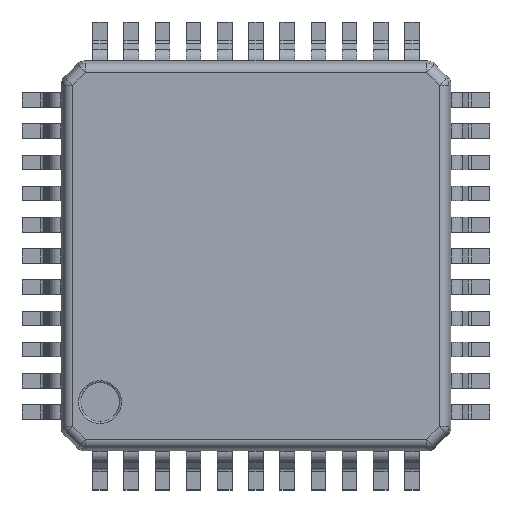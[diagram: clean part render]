
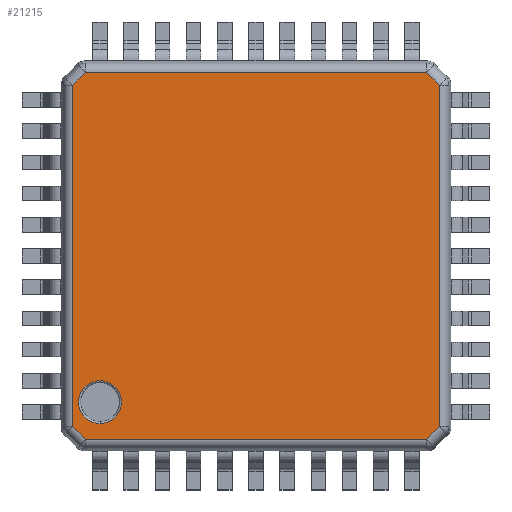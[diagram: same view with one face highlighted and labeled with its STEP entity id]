
A CAD part, top view. The second image highlights one B-rep face of the part: STEP entity #21215.
In plain terms, the highlighted planar face has unit normal (0, 0, 1).
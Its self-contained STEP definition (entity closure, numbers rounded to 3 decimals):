
#20913 = CARTESIAN_POINT ( 'NONE',  ( -4., -4.3, 1.2 ) ) ;
#20914 = VERTEX_POINT ( 'NONE', #20913 ) ;
#20922 = CARTESIAN_POINT ( 'NONE',  ( -4., -3.2, 1.2 ) ) ;
#20923 = VERTEX_POINT ( 'NONE', #20922 ) ;
#20924 = CARTESIAN_POINT ( 'NONE',  ( -4., -3.75, 1.2 ) ) ;
#20925 = DIRECTION ( 'NONE',  ( 0., 0., -1. ) ) ;
#20926 = DIRECTION ( 'NONE',  ( 0., 1., 0. ) ) ;
#20927 = AXIS2_PLACEMENT_3D ( 'NONE', #20924, #20925, #20926 ) ;
#20928 = CIRCLE ( 'NONE', #20927, 0.55) ;
#20929 = EDGE_CURVE ( 'NONE', #20923, #20914, #20928, .T. ) ;
#21134 = CARTESIAN_POINT ( 'NONE',  ( 4.376, 4.701, 1.2 ) ) ;
#21135 = VERTEX_POINT ( 'NONE', #21134 ) ;
#21136 = CARTESIAN_POINT ( 'NONE',  ( -4.376, 4.701, 1.2 ) ) ;
#21137 = VERTEX_POINT ( 'NONE', #21136 ) ;
#21138 = CARTESIAN_POINT ( 'NONE',  ( -4.456, 4.701, 1.2 ) ) ;
#21139 = DIRECTION ( 'NONE',  ( -1., 0., 0. ) ) ;
#21140 = VECTOR ( 'NONE', #21139, 1000. ) ;
#21141 = LINE ( 'NONE', #21138, #21140 ) ;
#21142 = EDGE_CURVE ( 'NONE', #21135, #21137, #21141, .T. ) ;
#21143 = ORIENTED_EDGE ( 'NONE', *, *, #21142, .T. ) ;
#21144 = CARTESIAN_POINT ( 'NONE',  ( -4.701, 4.376, 1.2 ) ) ;
#21145 = VERTEX_POINT ( 'NONE', #21144 ) ;
#21146 = CARTESIAN_POINT ( 'NONE',  ( -4.757, 4.32, 1.2 ) ) ;
#21147 = DIRECTION ( 'NONE',  ( -0.707, -0.707, 0. ) ) ;
#21148 = VECTOR ( 'NONE', #21147, 1000. ) ;
#21149 = LINE ( 'NONE', #21146, #21148 ) ;
#21150 = EDGE_CURVE ( 'NONE', #21137, #21145, #21149, .T. ) ;
#21151 = ORIENTED_EDGE ( 'NONE', *, *, #21150, .T. ) ;
#21152 = CARTESIAN_POINT ( 'NONE',  ( -4.701, -4.376, 1.2 ) ) ;
#21153 = VERTEX_POINT ( 'NONE', #21152 ) ;
#21154 = CARTESIAN_POINT ( 'NONE',  ( -4.701, -4.456, 1.2 ) ) ;
#21155 = DIRECTION ( 'NONE',  ( 0., -1., 0. ) ) ;
#21156 = VECTOR ( 'NONE', #21155, 1000. ) ;
#21157 = LINE ( 'NONE', #21154, #21156 ) ;
#21158 = EDGE_CURVE ( 'NONE', #21145, #21153, #21157, .T. ) ;
#21159 = ORIENTED_EDGE ( 'NONE', *, *, #21158, .T. ) ;
#21160 = CARTESIAN_POINT ( 'NONE',  ( -4.376, -4.701, 1.2 ) ) ;
#21161 = VERTEX_POINT ( 'NONE', #21160 ) ;
#21162 = CARTESIAN_POINT ( 'NONE',  ( -4.32, -4.757, 1.2 ) ) ;
#21163 = DIRECTION ( 'NONE',  ( 0.707, -0.707, 0. ) ) ;
#21164 = VECTOR ( 'NONE', #21163, 1000. ) ;
#21165 = LINE ( 'NONE', #21162, #21164 ) ;
#21166 = EDGE_CURVE ( 'NONE', #21153, #21161, #21165, .T. ) ;
#21167 = ORIENTED_EDGE ( 'NONE', *, *, #21166, .T. ) ;
#21168 = CARTESIAN_POINT ( 'NONE',  ( 4.376, -4.701, 1.2 ) ) ;
#21169 = VERTEX_POINT ( 'NONE', #21168 ) ;
#21170 = CARTESIAN_POINT ( 'NONE',  ( 4.456, -4.701, 1.2 ) ) ;
#21171 = DIRECTION ( 'NONE',  ( 1., 0., 0. ) ) ;
#21172 = VECTOR ( 'NONE', #21171, 1000. ) ;
#21173 = LINE ( 'NONE', #21170, #21172 ) ;
#21174 = EDGE_CURVE ( 'NONE', #21161, #21169, #21173, .T. ) ;
#21175 = ORIENTED_EDGE ( 'NONE', *, *, #21174, .T. ) ;
#21176 = CARTESIAN_POINT ( 'NONE',  ( 4.701, -4.376, 1.2 ) ) ;
#21177 = VERTEX_POINT ( 'NONE', #21176 ) ;
#21178 = CARTESIAN_POINT ( 'NONE',  ( 4.757, -4.32, 1.2 ) ) ;
#21179 = DIRECTION ( 'NONE',  ( 0.707, 0.707, 0. ) ) ;
#21180 = VECTOR ( 'NONE', #21179, 1000. ) ;
#21181 = LINE ( 'NONE', #21178, #21180 ) ;
#21182 = EDGE_CURVE ( 'NONE', #21169, #21177, #21181, .T. ) ;
#21183 = ORIENTED_EDGE ( 'NONE', *, *, #21182, .T. ) ;
#21184 = CARTESIAN_POINT ( 'NONE',  ( 4.701, 4.376, 1.2 ) ) ;
#21185 = VERTEX_POINT ( 'NONE', #21184 ) ;
#21186 = CARTESIAN_POINT ( 'NONE',  ( 4.701, 4.456, 1.2 ) ) ;
#21187 = DIRECTION ( 'NONE',  ( 0., 1., 0. ) ) ;
#21188 = VECTOR ( 'NONE', #21187, 1000. ) ;
#21189 = LINE ( 'NONE', #21186, #21188 ) ;
#21190 = EDGE_CURVE ( 'NONE', #21177, #21185, #21189, .T. ) ;
#21191 = ORIENTED_EDGE ( 'NONE', *, *, #21190, .T. ) ;
#21192 = CARTESIAN_POINT ( 'NONE',  ( 4.32, 4.757, 1.2 ) ) ;
#21193 = DIRECTION ( 'NONE',  ( -0.707, 0.707, 0. ) ) ;
#21194 = VECTOR ( 'NONE', #21193, 1000. ) ;
#21195 = LINE ( 'NONE', #21192, #21194 ) ;
#21196 = EDGE_CURVE ( 'NONE', #21185, #21135, #21195, .T. ) ;
#21197 = ORIENTED_EDGE ( 'NONE', *, *, #21196, .T. ) ;
#21198 = EDGE_LOOP ( 'NONE', ( #21143, #21151, #21159, #21167, #21175, #21183, #21191, #21197 ) ) ;
#21199 = FACE_OUTER_BOUND ( 'NONE', #21198, .T. ) ;
#21200 = ORIENTED_EDGE ( 'NONE', *, *, #20929, .T. ) ;
#21201 = CARTESIAN_POINT ( 'NONE',  ( -4., -3.75, 1.2 ) ) ;
#21202 = DIRECTION ( 'NONE',  ( 0., 0., -1. ) ) ;
#21203 = DIRECTION ( 'NONE',  ( 0., 1., 0. ) ) ;
#21204 = AXIS2_PLACEMENT_3D ( 'NONE', #21201, #21202, #21203 ) ;
#21205 = CIRCLE ( 'NONE', #21204, 0.55) ;
#21206 = EDGE_CURVE ( 'NONE', #20914, #20923, #21205, .T. ) ;
#21207 = ORIENTED_EDGE ( 'NONE', *, *, #21206, .T. ) ;
#21208 = EDGE_LOOP ( 'NONE', ( #21200, #21207 ) ) ;
#21209 = FACE_BOUND ( 'NONE', #21208, .T. ) ;
#21210 = CARTESIAN_POINT ( 'NONE',  ( 0., 0., 1.2 ) ) ;
#21211 = DIRECTION ( 'NONE',  ( 0., 0., -1. ) ) ;
#21212 = DIRECTION ( 'NONE',  ( 0., 1., 0. ) ) ;
#21213 = AXIS2_PLACEMENT_3D ( 'NONE', #21210, #21211, #21212 ) ;
#21214 = PLANE ( 'NONE', #21213 ) ;
#21215 = ADVANCED_FACE ( 'NONE', ( #21199, #21209 ), #21214, .F. ) ;
